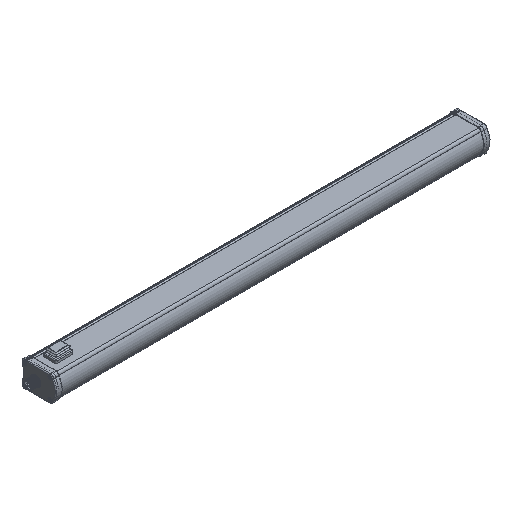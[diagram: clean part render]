
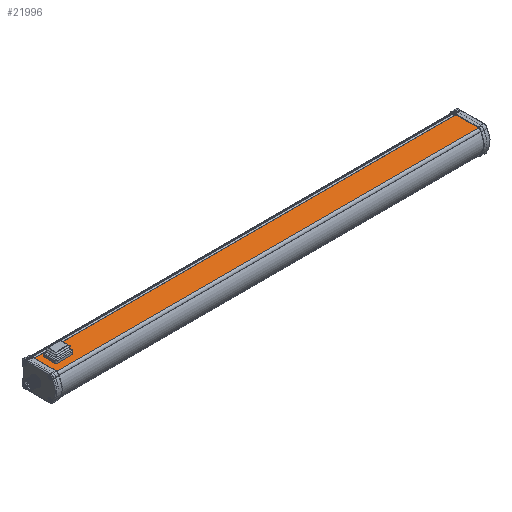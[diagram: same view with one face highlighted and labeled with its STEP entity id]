
A CAD part, isometric view. The second image highlights one B-rep face of the part: STEP entity #21996.
In plain terms, the highlighted planar face has unit normal (0, 0, 1).
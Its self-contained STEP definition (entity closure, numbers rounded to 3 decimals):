
#4673=DIRECTION('',(0.,-1.,0.));
#4674=VECTOR('',#4673,29.273);
#4675=CARTESIAN_POINT('',(289.,-6.581,16.));
#4676=LINE('',#4675,#4674);
#4805=DIRECTION('',(1.,0.,0.));
#4806=VECTOR('',#4805,578.);
#4807=CARTESIAN_POINT('',(-289.,-37.,16.));
#4808=LINE('',#4807,#4806);
#4809=DIRECTION('',(0.,-1.,0.));
#4810=VECTOR('',#4809,1.146);
#4811=CARTESIAN_POINT('',(-289.,-35.854,16.));
#4812=LINE('',#4811,#4810);
#4813=DIRECTION('',(-1.,0.,0.));
#4814=VECTOR('',#4813,578.);
#4815=CARTESIAN_POINT('',(289.,-6.581,16.));
#4816=LINE('',#4815,#4814);
#4817=DIRECTION('',(0.,-1.,0.));
#4818=VECTOR('',#4817,1.146);
#4819=CARTESIAN_POINT('',(289.,-35.854,16.));
#4820=LINE('',#4819,#4818);
#4821=DIRECTION('',(0.,1.,0.));
#4822=VECTOR('',#4821,14.5);
#4823=CARTESIAN_POINT('',(-252.3,-26.45,16.));
#4824=LINE('',#4823,#4822);
#4825=CARTESIAN_POINT('',(-253.8,-11.95,16.));
#4826=DIRECTION('',(0.,0.,-1.));
#4827=DIRECTION('',(0.,1.,0.));
#4828=AXIS2_PLACEMENT_3D('',#4825,#4826,#4827);
#4830=DIRECTION('',(-1.,0.,0.));
#4831=VECTOR('',#4830,20.9);
#4832=CARTESIAN_POINT('',(-253.8,-10.45,16.));
#4833=LINE('',#4832,#4831);
#4834=CARTESIAN_POINT('',(-274.7,-11.95,16.));
#4835=DIRECTION('',(0.,0.,-1.));
#4836=DIRECTION('',(-1.,0.,0.));
#4837=AXIS2_PLACEMENT_3D('',#4834,#4835,#4836);
#4839=DIRECTION('',(0.,-1.,0.));
#4840=VECTOR('',#4839,14.5);
#4841=CARTESIAN_POINT('',(-276.2,-11.95,16.));
#4842=LINE('',#4841,#4840);
#4843=CARTESIAN_POINT('',(-274.7,-26.45,16.));
#4844=DIRECTION('',(0.,0.,-1.));
#4845=DIRECTION('',(0.,-1.,0.));
#4846=AXIS2_PLACEMENT_3D('',#4843,#4844,#4845);
#4848=DIRECTION('',(1.,0.,0.));
#4849=VECTOR('',#4848,20.9);
#4850=CARTESIAN_POINT('',(-274.7,-27.95,16.));
#4851=LINE('',#4850,#4849);
#4852=CARTESIAN_POINT('',(-253.8,-26.45,16.));
#4853=DIRECTION('',(0.,0.,-1.));
#4854=DIRECTION('',(1.,0.,0.));
#4855=AXIS2_PLACEMENT_3D('',#4852,#4853,#4854);
#13515=DIRECTION('',(0.,-1.,0.));
#13516=VECTOR('',#13515,29.273);
#13517=CARTESIAN_POINT('',(-289.,-6.581,16.));
#13518=LINE('',#13517,#13516);
#14548=CARTESIAN_POINT('',(-289.,-6.581,16.));
#14550=VERTEX_POINT('',#14548);
#14554=CARTESIAN_POINT('',(289.,-6.581,16.));
#14555=VERTEX_POINT('',#14554);
#14732=CARTESIAN_POINT('',(-252.3,-26.45,16.));
#14733=CARTESIAN_POINT('',(-252.3,-11.95,16.));
#14734=VERTEX_POINT('',#14732);
#14735=VERTEX_POINT('',#14733);
#14736=CARTESIAN_POINT('',(-253.8,-10.45,16.));
#14737=CARTESIAN_POINT('',(-274.7,-10.45,16.));
#14738=VERTEX_POINT('',#14736);
#14739=VERTEX_POINT('',#14737);
#14740=CARTESIAN_POINT('',(-276.2,-11.95,16.));
#14741=CARTESIAN_POINT('',(-276.2,-26.45,16.));
#14742=VERTEX_POINT('',#14740);
#14743=VERTEX_POINT('',#14741);
#14744=CARTESIAN_POINT('',(-274.7,-27.95,16.));
#14745=CARTESIAN_POINT('',(-253.8,-27.95,16.));
#14746=VERTEX_POINT('',#14744);
#14747=VERTEX_POINT('',#14745);
#15186=CARTESIAN_POINT('',(-289.,-35.854,16.));
#15188=VERTEX_POINT('',#15186);
#15212=CARTESIAN_POINT('',(-289.,-37.,16.));
#15213=VERTEX_POINT('',#15212);
#16126=CARTESIAN_POINT('',(289.,-35.854,16.));
#16128=VERTEX_POINT('',#16126);
#16156=CARTESIAN_POINT('',(289.,-37.,16.));
#16157=VERTEX_POINT('',#16156);
#21961=CARTESIAN_POINT('',(-289.,-6.414,16.));
#21962=DIRECTION('',(0.,0.,1.));
#21963=DIRECTION('',(0.,-1.,0.));
#21964=AXIS2_PLACEMENT_3D('',#21961,#21962,#21963);
#21965=PLANE('',#21964);
#21967=ORIENTED_EDGE('',*,*,#21966,.F.);
#21969=ORIENTED_EDGE('',*,*,#21968,.F.);
#21971=ORIENTED_EDGE('',*,*,#21970,.F.);
#21973=ORIENTED_EDGE('',*,*,#21972,.F.);
#21974=ORIENTED_EDGE('',*,*,#21757,.T.);
#21975=ORIENTED_EDGE('',*,*,#21938,.T.);
#21976=EDGE_LOOP('',(#21967,#21969,#21971,#21973,#21974,#21975));
#21977=FACE_OUTER_BOUND('',#21976,.F.);
#21979=ORIENTED_EDGE('',*,*,#21978,.T.);
#21981=ORIENTED_EDGE('',*,*,#21980,.F.);
#21983=ORIENTED_EDGE('',*,*,#21982,.T.);
#21985=ORIENTED_EDGE('',*,*,#21984,.F.);
#21987=ORIENTED_EDGE('',*,*,#21986,.T.);
#21989=ORIENTED_EDGE('',*,*,#21988,.F.);
#21991=ORIENTED_EDGE('',*,*,#21990,.T.);
#21993=ORIENTED_EDGE('',*,*,#21992,.F.);
#21994=EDGE_LOOP('',(#21979,#21981,#21983,#21985,#21987,#21989,#21991,#21993));
#21995=FACE_BOUND('',#21994,.F.);
#21996=ADVANCED_FACE('',(#21977,#21995),#21965,.T.);
#4829=CIRCLE('',#4828,1.5);
#4838=CIRCLE('',#4837,1.5);
#4847=CIRCLE('',#4846,1.5);
#4856=CIRCLE('',#4855,1.5);
#21757=EDGE_CURVE('',#14555,#16128,#4676,.T.);
#21938=EDGE_CURVE('',#16128,#16157,#4820,.T.);
#21966=EDGE_CURVE('',#15213,#16157,#4808,.T.);
#21968=EDGE_CURVE('',#15188,#15213,#4812,.T.);
#21970=EDGE_CURVE('',#14550,#15188,#13518,.T.);
#21972=EDGE_CURVE('',#14555,#14550,#4816,.T.);
#21978=EDGE_CURVE('',#14734,#14735,#4824,.T.);
#21980=EDGE_CURVE('',#14738,#14735,#4829,.T.);
#21982=EDGE_CURVE('',#14738,#14739,#4833,.T.);
#21984=EDGE_CURVE('',#14742,#14739,#4838,.T.);
#21986=EDGE_CURVE('',#14742,#14743,#4842,.T.);
#21988=EDGE_CURVE('',#14746,#14743,#4847,.T.);
#21990=EDGE_CURVE('',#14746,#14747,#4851,.T.);
#21992=EDGE_CURVE('',#14734,#14747,#4856,.T.);
